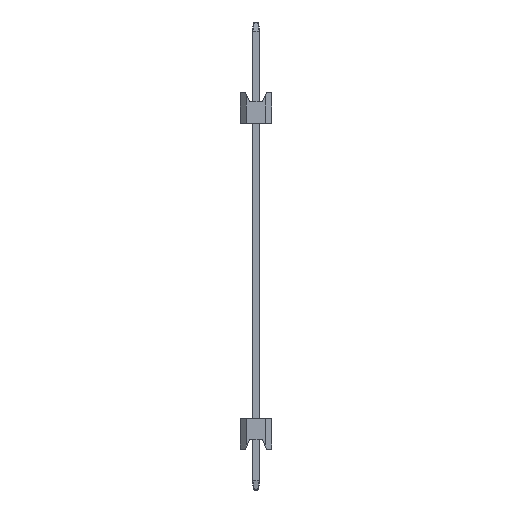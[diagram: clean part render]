
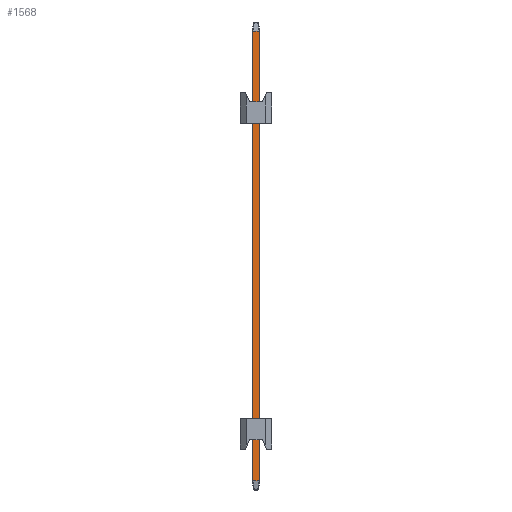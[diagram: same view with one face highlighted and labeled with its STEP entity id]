
A CAD part, left-side view. The second image highlights one B-rep face of the part: STEP entity #1568.
In plain terms, the highlighted planar face has unit normal (-1, 0, 0).
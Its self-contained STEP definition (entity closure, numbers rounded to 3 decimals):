
#498=FACE_OUTER_BOUND('',#562,.T.);
#562=EDGE_LOOP('',(#1307,#1308,#1309,#1310,#1311,#1312,#1313,#1314));
#613=LINE('',#2394,#769);
#622=LINE('',#2412,#778);
#652=LINE('',#2467,#808);
#665=LINE('',#2494,#821);
#668=LINE('',#2500,#824);
#671=LINE('',#2506,#827);
#687=LINE('',#2533,#843);
#688=LINE('',#2535,#844);
#769=VECTOR('',#1872,10.);
#778=VECTOR('',#1885,10.);
#808=VECTOR('',#1935,10.);
#821=VECTOR('',#1956,10.);
#824=VECTOR('',#1961,10.);
#827=VECTOR('',#1966,10.);
#843=VECTOR('',#2000,10.);
#844=VECTOR('',#2003,10.);
#923=VERTEX_POINT('',#2392);
#924=VERTEX_POINT('',#2393);
#931=VERTEX_POINT('',#2410);
#945=VERTEX_POINT('',#2462);
#953=VERTEX_POINT('',#2486);
#956=VERTEX_POINT('',#2492);
#958=VERTEX_POINT('',#2498);
#960=VERTEX_POINT('',#2504);
#1021=EDGE_CURVE('',#923,#924,#613,.T.);
#1030=EDGE_CURVE('',#931,#923,#622,.T.);
#1060=EDGE_CURVE('',#924,#945,#652,.T.);
#1073=EDGE_CURVE('',#956,#953,#665,.T.);
#1076=EDGE_CURVE('',#958,#956,#668,.T.);
#1079=EDGE_CURVE('',#960,#958,#671,.T.);
#1095=EDGE_CURVE('',#953,#931,#687,.T.);
#1096=EDGE_CURVE('',#945,#960,#688,.T.);
#1307=ORIENTED_EDGE('',*,*,#1060,.F.);
#1308=ORIENTED_EDGE('',*,*,#1021,.F.);
#1309=ORIENTED_EDGE('',*,*,#1030,.F.);
#1310=ORIENTED_EDGE('',*,*,#1095,.F.);
#1311=ORIENTED_EDGE('',*,*,#1073,.F.);
#1312=ORIENTED_EDGE('',*,*,#1076,.F.);
#1313=ORIENTED_EDGE('',*,*,#1079,.F.);
#1314=ORIENTED_EDGE('',*,*,#1096,.F.);
#1504=PLANE('',#1695);
#1568=ADVANCED_FACE('',(#498),#1504,.T.);
#1695=AXIS2_PLACEMENT_3D('',#2534,#2001,#2002);
#1872=DIRECTION('',(0.,0.,-1.));
#1885=DIRECTION('',(0.,-0.371,-0.928));
#1935=DIRECTION('',(0.,0.371,-0.928));
#1956=DIRECTION('',(0.,-0.371,0.928));
#1961=DIRECTION('',(0.,0.,1.));
#1966=DIRECTION('',(0.,0.371,0.928));
#2000=DIRECTION('',(0.,-1.,0.));
#2001=DIRECTION('center_axis',(-1.,0.,0.));
#2002=DIRECTION('ref_axis',(0.,-1.,0.));
#2003=DIRECTION('',(0.,1.,0.));
#2392=CARTESIAN_POINT('',(-0.32,-0.27,33.748));
#2393=CARTESIAN_POINT('',(-0.32,-0.27,-2.548));
#2394=CARTESIAN_POINT('',(-0.32,-0.27,0.));
#2410=CARTESIAN_POINT('',(-0.32,-0.269,33.75));
#2412=CARTESIAN_POINT('',(-0.32,-5.973,19.491));
#2462=CARTESIAN_POINT('',(-0.32,-0.269,-2.55));
#2467=CARTESIAN_POINT('',(-0.32,-0.593,-1.739));
#2486=CARTESIAN_POINT('',(-0.32,0.269,33.75));
#2492=CARTESIAN_POINT('',(-0.32,0.27,33.748));
#2494=CARTESIAN_POINT('',(-0.32,6.017,19.381));
#2498=CARTESIAN_POINT('',(-0.32,0.27,-2.548));
#2500=CARTESIAN_POINT('',(-0.32,0.27,0.));
#2504=CARTESIAN_POINT('',(-0.32,0.269,-2.55));
#2506=CARTESIAN_POINT('',(-0.32,0.637,-1.629));
#2533=CARTESIAN_POINT('',(-0.32,0.16,33.75));
#2534=CARTESIAN_POINT('Origin',(-0.32,0.32,0.));
#2535=CARTESIAN_POINT('',(-0.32,0.16,-2.55));
